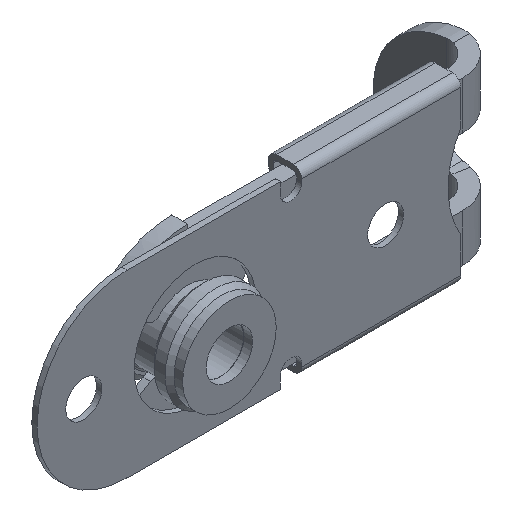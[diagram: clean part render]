
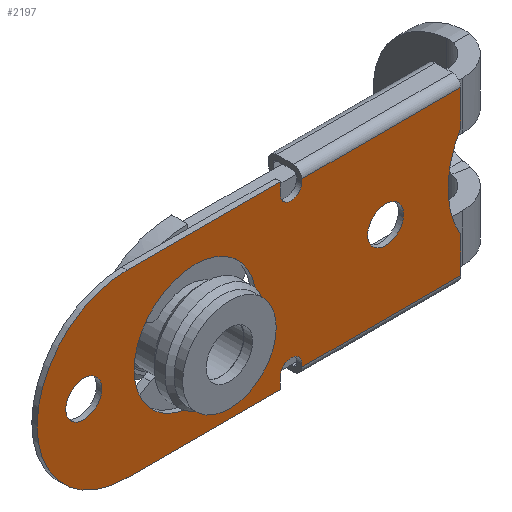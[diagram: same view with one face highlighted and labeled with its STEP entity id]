
A CAD part, isometric view. The second image highlights one B-rep face of the part: STEP entity #2197.
In plain terms, the highlighted planar face has unit normal (0, -1, 0).
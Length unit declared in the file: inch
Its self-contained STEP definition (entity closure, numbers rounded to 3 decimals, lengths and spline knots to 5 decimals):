
#2 = DIRECTION ( 'NONE',  ( 0., 1., 0. ) ) ;
#7 = AXIS2_PLACEMENT_3D ( 'NONE', #760, #2362, #979 ) ;
#9 = EDGE_CURVE ( 'NONE', #377, #277, #1075, .T. ) ;
#16 = VECTOR ( 'NONE', #974, 39.37008 ) ;
#28 = VECTOR ( 'NONE', #1804, 39.37008 ) ;
#40 = DIRECTION ( 'NONE',  ( -1., 0., 0. ) ) ;
#110 = ORIENTED_EDGE ( 'NONE', *, *, #2144, .F. ) ;
#111 = DIRECTION ( 'NONE',  ( 0., 1., 0. ) ) ;
#127 = EDGE_LOOP ( 'NONE', ( #245 ) ) ;
#138 = CARTESIAN_POINT ( 'NONE',  ( 0.9878, 0., 0.30296 ) ) ;
#139 = CARTESIAN_POINT ( 'NONE',  ( 0.35724, 0., -0.29296 ) ) ;
#168 = VERTEX_POINT ( 'NONE', #138 ) ;
#169 = EDGE_CURVE ( 'NONE', #378, #378, #1183, .T. ) ;
#213 = CARTESIAN_POINT ( 'NONE',  ( 0.9878, 0., 0. ) ) ;
#226 = FACE_BOUND ( 'NONE', #2699, .T. ) ;
#230 = VECTOR ( 'NONE', #2532, 39.37008 ) ;
#245 = ORIENTED_EDGE ( 'NONE', *, *, #251, .F. ) ;
#250 = DIRECTION ( 'NONE',  ( -1., 0., 0. ) ) ;
#251 = EDGE_CURVE ( 'NONE', #2736, #2736, #2732, .T. ) ;
#261 = CIRCLE ( 'NONE', #276, 0.33465 ) ;
#276 = AXIS2_PLACEMENT_3D ( 'NONE', #1456, #111, #1691 ) ;
#277 = VERTEX_POINT ( 'NONE', #1032 ) ;
#297 = VECTOR ( 'NONE', #2237, 39.37008 ) ;
#299 = VECTOR ( 'NONE', #40, 39.37008 ) ;
#302 = VERTEX_POINT ( 'NONE', #1526 ) ;
#307 = CARTESIAN_POINT ( 'NONE',  ( -0.25236, 0., 0.33465 ) ) ;
#333 = VERTEX_POINT ( 'NONE', #2008 ) ;
#352 = VERTEX_POINT ( 'NONE', #2711 ) ;
#358 = CARTESIAN_POINT ( 'NONE',  ( 0., 0., 0. ) ) ;
#377 = VERTEX_POINT ( 'NONE', #879 ) ;
#378 = VERTEX_POINT ( 'NONE', #2204 ) ;
#382 = VERTEX_POINT ( 'NONE', #655 ) ;
#393 = EDGE_CURVE ( 'NONE', #168, #2705, #1216, .T. ) ;
#417 = EDGE_CURVE ( 'NONE', #1943, #352, #1670, .T. ) ;
#472 = VECTOR ( 'NONE', #2844, 39.37008 ) ;
#491 = ORIENTED_EDGE ( 'NONE', *, *, #417, .F. ) ;
#578 = DIRECTION ( 'NONE',  ( 0., 0., -1. ) ) ;
#631 = CARTESIAN_POINT ( 'NONE',  ( 0.31724, 0., 0. ) ) ;
#639 = AXIS2_PLACEMENT_3D ( 'NONE', #821, #2414, #1042 ) ;
#655 = CARTESIAN_POINT ( 'NONE',  ( -0.25236, 0., -0.33465 ) ) ;
#675 = LINE ( 'NONE', #307, #16 ) ;
#701 = DIRECTION ( 'NONE',  ( 0., 0., 1. ) ) ;
#706 = AXIS2_PLACEMENT_3D ( 'NONE', #2476, #1104, #2715 ) ;
#710 = EDGE_CURVE ( 'NONE', #302, #302, #900, .T. ) ;
#714 = LINE ( 'NONE', #2396, #1859 ) ;
#728 = ORIENTED_EDGE ( 'NONE', *, *, #980, .F. ) ;
#731 = EDGE_CURVE ( 'NONE', #1293, #1114, #817, .T. ) ;
#745 = FACE_BOUND ( 'NONE', #2874, .T. ) ;
#760 = CARTESIAN_POINT ( 'NONE',  ( 1.2752, 0., 0. ) ) ;
#817 = LINE ( 'NONE', #631, #297 ) ;
#819 = LINE ( 'NONE', #2771, #299 ) ;
#821 = CARTESIAN_POINT ( 'NONE',  ( -0.41334, 0., 0. ) ) ;
#879 = CARTESIAN_POINT ( 'NONE',  ( 0.39724, 0., -0.29296 ) ) ;
#891 = CARTESIAN_POINT ( 'NONE',  ( -0.25236, 0., 0.33465 ) ) ;
#892 = ORIENTED_EDGE ( 'NONE', *, *, #2728, .F. ) ;
#900 = CIRCLE ( 'NONE', #2060, 0.067 ) ;
#902 = VECTOR ( 'NONE', #701, 39.37008 ) ;
#974 = DIRECTION ( 'NONE',  ( 1., 0., 0. ) ) ;
#979 = DIRECTION ( 'NONE',  ( 0., 0., -1. ) ) ;
#980 = EDGE_CURVE ( 'NONE', #382, #2189, #261, .T. ) ;
#1002 = CARTESIAN_POINT ( 'NONE',  ( 0.9878, 0., -0.17143 ) ) ;
#1032 = CARTESIAN_POINT ( 'NONE',  ( 0.31724, 0., -0.29296 ) ) ;
#1040 = EDGE_CURVE ( 'NONE', #1583, #377, #714, .T. ) ;
#1042 = DIRECTION ( 'NONE',  ( 0., 0., -1. ) ) ;
#1075 = CIRCLE ( 'NONE', #1445, 0.04 ) ;
#1076 = CARTESIAN_POINT ( 'NONE',  ( 0.31724, 0., 0.33465 ) ) ;
#1081 = CARTESIAN_POINT ( 'NONE',  ( 0.70866, 0., 0. ) ) ;
#1104 = DIRECTION ( 'NONE',  ( 0., -1., 0. ) ) ;
#1114 = VERTEX_POINT ( 'NONE', #1178 ) ;
#1117 = CARTESIAN_POINT ( 'NONE',  ( 0.39724, 0., 0.30296 ) ) ;
#1134 = CARTESIAN_POINT ( 'NONE',  ( 0.39724, 0., -0.30296 ) ) ;
#1135 = LINE ( 'NONE', #1224, #472 ) ;
#1178 = CARTESIAN_POINT ( 'NONE',  ( 0.31724, 0., 0.29296 ) ) ;
#1183 = CIRCLE ( 'NONE', #639, 0.067 ) ;
#1210 = DIRECTION ( 'NONE',  ( 0., -1., 0. ) ) ;
#1216 = LINE ( 'NONE', #213, #28 ) ;
#1222 = ORIENTED_EDGE ( 'NONE', *, *, #731, .F. ) ;
#1224 = CARTESIAN_POINT ( 'NONE',  ( -0.25236, 0., 0.30296 ) ) ;
#1227 = CARTESIAN_POINT ( 'NONE',  ( 0.39724, 0., 0.29296 ) ) ;
#1237 = VERTEX_POINT ( 'NONE', #1227 ) ;
#1278 = ORIENTED_EDGE ( 'NONE', *, *, #1655, .F. ) ;
#1293 = VERTEX_POINT ( 'NONE', #1076 ) ;
#1302 = DIRECTION ( 'NONE',  ( 0., 0., -1. ) ) ;
#1309 = AXIS2_PLACEMENT_3D ( 'NONE', #2943, #2, #1570 ) ;
#1349 = FACE_OUTER_BOUND ( 'NONE', #1940, .T. ) ;
#1352 = ORIENTED_EDGE ( 'NONE', *, *, #1674, .F. ) ;
#1417 = LINE ( 'NONE', #2068, #230 ) ;
#1445 = AXIS2_PLACEMENT_3D ( 'NONE', #139, #1210, #1453 ) ;
#1453 = DIRECTION ( 'NONE',  ( 0., 0., -1. ) ) ;
#1456 = CARTESIAN_POINT ( 'NONE',  ( -0.25236, 0., 0. ) ) ;
#1521 = EDGE_CURVE ( 'NONE', #352, #1583, #1790, .T. ) ;
#1526 = CARTESIAN_POINT ( 'NONE',  ( 0.70866, 0., -0.067 ) ) ;
#1570 = DIRECTION ( 'NONE',  ( 0., 0., 1. ) ) ;
#1576 = DIRECTION ( 'NONE',  ( 0., 0., -1. ) ) ;
#1583 = VERTEX_POINT ( 'NONE', #1134 ) ;
#1629 = ORIENTED_EDGE ( 'NONE', *, *, #169, .F. ) ;
#1652 = EDGE_CURVE ( 'NONE', #1237, #2190, #2729, .T. ) ;
#1655 = EDGE_CURVE ( 'NONE', #277, #333, #1417, .T. ) ;
#1670 = LINE ( 'NONE', #2041, #2302 ) ;
#1674 = EDGE_CURVE ( 'NONE', #333, #382, #819, .T. ) ;
#1691 = DIRECTION ( 'NONE',  ( 0., 0., -1. ) ) ;
#1711 = VECTOR ( 'NONE', #250, 39.37008 ) ;
#1790 = LINE ( 'NONE', #2067, #1711 ) ;
#1804 = DIRECTION ( 'NONE',  ( 0., 0., -1. ) ) ;
#1859 = VECTOR ( 'NONE', #2629, 39.37008 ) ;
#1916 = CARTESIAN_POINT ( 'NONE',  ( 0.9878, 0., 0.17143 ) ) ;
#1940 = EDGE_LOOP ( 'NONE', ( #2120, #2564, #2110, #491, #2658, #2460, #2405, #1979, #110, #1222, #892, #728, #1352, #1278 ) ) ;
#1943 = VERTEX_POINT ( 'NONE', #1002 ) ;
#1946 = DIRECTION ( 'NONE',  ( 0., -1., 0. ) ) ;
#1979 = ORIENTED_EDGE ( 'NONE', *, *, #1652, .F. ) ;
#2008 = CARTESIAN_POINT ( 'NONE',  ( 0.31724, 0., -0.33465 ) ) ;
#2041 = CARTESIAN_POINT ( 'NONE',  ( 0.9878, 0., 0. ) ) ;
#2060 = AXIS2_PLACEMENT_3D ( 'NONE', #1081, #2692, #1302 ) ;
#2067 = CARTESIAN_POINT ( 'NONE',  ( -0.25236, 0., -0.30296 ) ) ;
#2068 = CARTESIAN_POINT ( 'NONE',  ( 0.31724, 0., 0. ) ) ;
#2110 = ORIENTED_EDGE ( 'NONE', *, *, #1521, .F. ) ;
#2111 = CIRCLE ( 'NONE', #706, 0.04 ) ;
#2120 = ORIENTED_EDGE ( 'NONE', *, *, #9, .F. ) ;
#2144 = EDGE_CURVE ( 'NONE', #1114, #1237, #2111, .T. ) ;
#2189 = VERTEX_POINT ( 'NONE', #891 ) ;
#2190 = VERTEX_POINT ( 'NONE', #1117 ) ;
#2197 = ADVANCED_FACE ( 'NONE', ( #1349, #226, #2572, #745 ), #2721, .F. ) ;
#2204 = CARTESIAN_POINT ( 'NONE',  ( -0.41334, 0., -0.067 ) ) ;
#2237 = DIRECTION ( 'NONE',  ( 0., 0., -1. ) ) ;
#2302 = VECTOR ( 'NONE', #1576, 39.37008 ) ;
#2307 = CARTESIAN_POINT ( 'NONE',  ( 0.39724, 0., 0. ) ) ;
#2362 = DIRECTION ( 'NONE',  ( 0., -1., 0. ) ) ;
#2396 = CARTESIAN_POINT ( 'NONE',  ( 0.39724, 0., 0. ) ) ;
#2405 = ORIENTED_EDGE ( 'NONE', *, *, #2787, .F. ) ;
#2414 = DIRECTION ( 'NONE',  ( 0., -1., 0. ) ) ;
#2460 = ORIENTED_EDGE ( 'NONE', *, *, #393, .F. ) ;
#2476 = CARTESIAN_POINT ( 'NONE',  ( 0.35724, 0., 0.29296 ) ) ;
#2483 = AXIS2_PLACEMENT_3D ( 'NONE', #358, #1946, #578 ) ;
#2532 = DIRECTION ( 'NONE',  ( 0., 0., -1. ) ) ;
#2564 = ORIENTED_EDGE ( 'NONE', *, *, #1040, .F. ) ;
#2572 = FACE_BOUND ( 'NONE', #127, .T. ) ;
#2629 = DIRECTION ( 'NONE',  ( 0., 0., 1. ) ) ;
#2658 = ORIENTED_EDGE ( 'NONE', *, *, #2663, .F. ) ;
#2663 = EDGE_CURVE ( 'NONE', #2705, #1943, #2720, .T. ) ;
#2669 = CARTESIAN_POINT ( 'NONE',  ( 0., 0., -0.22638 ) ) ;
#2692 = DIRECTION ( 'NONE',  ( 0., -1., 0. ) ) ;
#2699 = EDGE_LOOP ( 'NONE', ( #1629 ) ) ;
#2705 = VERTEX_POINT ( 'NONE', #1916 ) ;
#2711 = CARTESIAN_POINT ( 'NONE',  ( 0.9878, 0., -0.30296 ) ) ;
#2715 = DIRECTION ( 'NONE',  ( 0., 0., -1. ) ) ;
#2720 = CIRCLE ( 'NONE', #7, 0.33465 ) ;
#2721 = PLANE ( 'NONE',  #1309 ) ;
#2728 = EDGE_CURVE ( 'NONE', #2189, #1293, #675, .T. ) ;
#2729 = LINE ( 'NONE', #2307, #902 ) ;
#2732 = CIRCLE ( 'NONE', #2483, 0.22638 ) ;
#2736 = VERTEX_POINT ( 'NONE', #2669 ) ;
#2739 = ORIENTED_EDGE ( 'NONE', *, *, #710, .F. ) ;
#2771 = CARTESIAN_POINT ( 'NONE',  ( -0.25236, 0., -0.33465 ) ) ;
#2787 = EDGE_CURVE ( 'NONE', #2190, #168, #1135, .T. ) ;
#2844 = DIRECTION ( 'NONE',  ( 1., 0., 0. ) ) ;
#2874 = EDGE_LOOP ( 'NONE', ( #2739 ) ) ;
#2943 = CARTESIAN_POINT ( 'NONE',  ( -0.25236, 0., 0. ) ) ;
